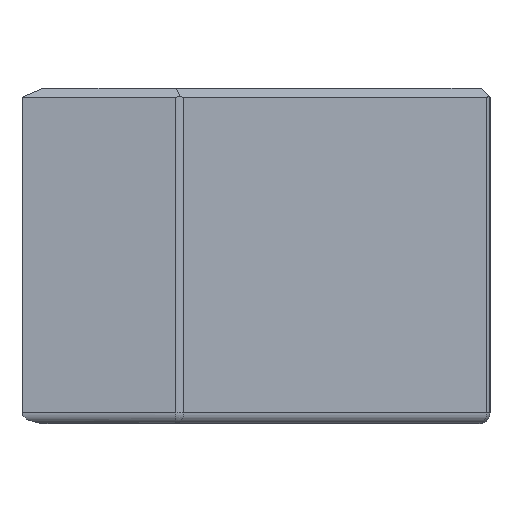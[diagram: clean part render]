
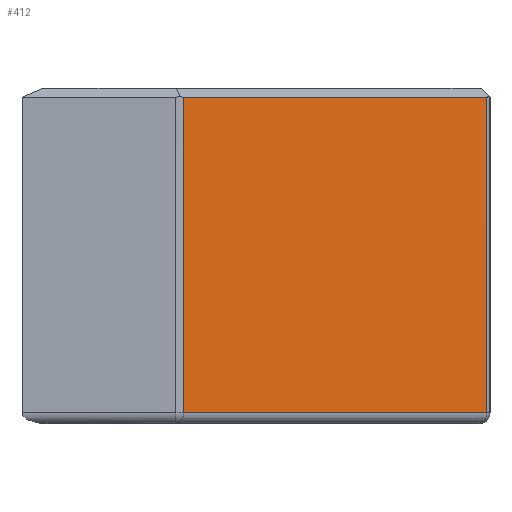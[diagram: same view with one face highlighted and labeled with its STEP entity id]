
A CAD part, left-side view. The second image highlights one B-rep face of the part: STEP entity #412.
In plain terms, the highlighted planar face has unit normal (-0.707, -0.707, 0).
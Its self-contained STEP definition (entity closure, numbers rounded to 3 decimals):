
#34=PLANE('',#469);
#68=FACE_OUTER_BOUND('',#95,.T.);
#95=EDGE_LOOP('',(#371,#372,#373,#374));
#106=LINE('',#632,#145);
#109=LINE('',#649,#148);
#116=LINE('',#668,#155);
#137=LINE('',#710,#176);
#145=VECTOR('',#506,10.);
#148=VECTOR('',#523,10.);
#155=VECTOR('',#546,10.);
#176=VECTOR('',#589,10.);
#198=VERTEX_POINT('',#625);
#200=VERTEX_POINT('',#630);
#202=VERTEX_POINT('',#637);
#207=VERTEX_POINT('',#648);
#235=EDGE_CURVE('',#200,#198,#106,.T.);
#243=EDGE_CURVE('',#202,#207,#109,.T.);
#254=EDGE_CURVE('',#198,#202,#116,.T.);
#276=EDGE_CURVE('',#207,#200,#137,.T.);
#371=ORIENTED_EDGE('',*,*,#235,.F.);
#372=ORIENTED_EDGE('',*,*,#276,.F.);
#373=ORIENTED_EDGE('',*,*,#243,.F.);
#374=ORIENTED_EDGE('',*,*,#254,.F.);
#412=ADVANCED_FACE('',(#68),#34,.T.);
#469=AXIS2_PLACEMENT_3D('',#711,#590,#591);
#506=DIRECTION('',(0.,0.,-1.));
#523=DIRECTION('',(0.,0.,1.));
#546=DIRECTION('',(-0.707,0.707,0.));
#589=DIRECTION('',(0.707,-0.707,0.));
#590=DIRECTION('center_axis',(-0.707,-0.707,0.));
#591=DIRECTION('ref_axis',(-0.707,0.707,0.));
#625=CARTESIAN_POINT('',(13.692,0.146,-14.5));
#630=CARTESIAN_POINT('',(13.692,0.146,-0.4));
#632=CARTESIAN_POINT('',(13.692,0.146,0.));
#637=CARTESIAN_POINT('',(0.146,13.692,-14.5));
#648=CARTESIAN_POINT('',(0.146,13.692,-0.4));
#649=CARTESIAN_POINT('',(0.146,13.692,0.));
#668=CARTESIAN_POINT('',(11.254,2.585,-14.5));
#710=CARTESIAN_POINT('',(11.254,2.585,-0.4));
#711=CARTESIAN_POINT('Origin',(13.839,0.,0.));
